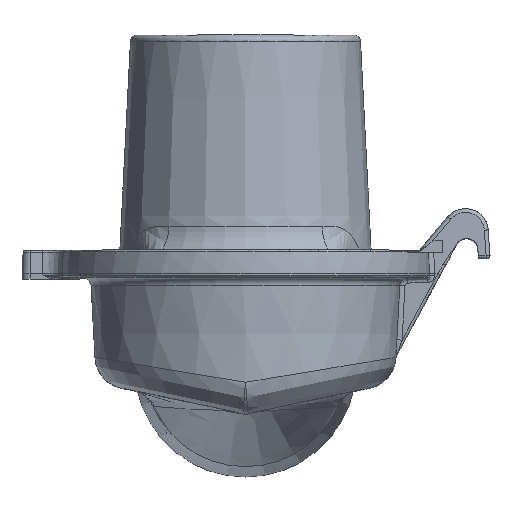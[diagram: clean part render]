
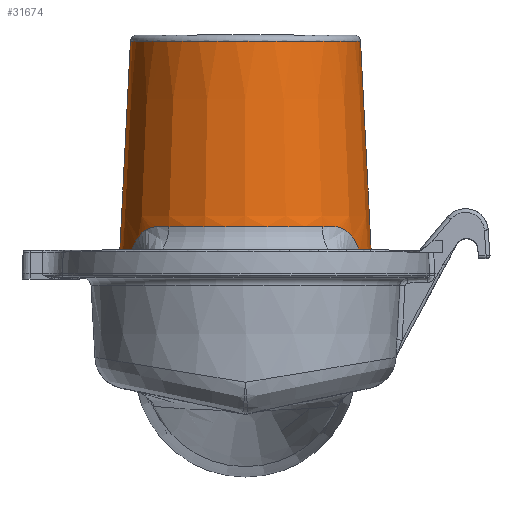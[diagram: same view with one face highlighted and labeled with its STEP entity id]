
A CAD part, top view. The second image highlights one B-rep face of the part: STEP entity #31674.
In plain terms, the highlighted conical face has half-angle 3 degrees and reference radius 46.97 mm.
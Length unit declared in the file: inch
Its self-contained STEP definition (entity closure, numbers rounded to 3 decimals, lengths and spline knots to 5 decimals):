
#474=CARTESIAN_POINT('',(-9.313,-1.4,0.));
#475=DIRECTION('',(0.,-1.,0.));
#476=DIRECTION('',(-0.079,0.,-0.997));
#477=AXIS2_PLACEMENT_3D('',#474,#475,#476);
#479=CARTESIAN_POINT('',(-8.54802,-1.4,
-1.78541));
#523=CARTESIAN_POINT('',(-9.313,-1.4,0.));
#524=DIRECTION('',(0.,-1.,0.));
#525=DIRECTION('',(0.394,0.,0.919));
#526=AXIS2_PLACEMENT_3D('',#523,#524,#525);
#7401=DIRECTION('',(-0.015,-0.999,0.051));
#7402=VECTOR('',#7401,0.06063);
#7403=CARTESIAN_POINT('',(-8.54442,-1.39993,
-1.78387));
#7404=LINE('',#7403,#7402);
#7416=CARTESIAN_POINT('',(-7.80803,-2.12383,
-1.16706));
#7417=CARTESIAN_POINT('',(-7.82849,-2.12383,
-1.19344));
#7418=CARTESIAN_POINT('',(-7.87334,-2.12731,
-1.2481));
#7419=CARTESIAN_POINT('',(-7.95277,-2.13051,
-1.33432));
#7420=CARTESIAN_POINT('',(-8.04701,-2.11992,
-1.42533));
#7421=CARTESIAN_POINT('',(-8.16002,-2.08293,
-1.52102));
#7422=CARTESIAN_POINT('',(-8.2798,-2.01027,
-1.60891));
#7423=CARTESIAN_POINT('',(-8.38502,-1.9101,
-1.6771));
#7424=CARTESIAN_POINT('',(-8.46741,-1.79013,
-1.72649));
#7425=CARTESIAN_POINT('',(-8.51725,-1.672,
-1.75642));
#7426=CARTESIAN_POINT('',(-8.5421,-1.56056,
-1.77371));
#7427=CARTESIAN_POINT('',(-8.54579,-1.49285,
-1.77915));
#7428=CARTESIAN_POINT('',(-8.54532,-1.46047,
-1.7808));
#7430=CARTESIAN_POINT('',(-8.54802,-1.4,
-1.78541));
#7431=CARTESIAN_POINT('',(-8.54743,-1.4,
-1.78515));
#7432=CARTESIAN_POINT('',(-8.54622,-1.39999,
-1.78464));
#7433=CARTESIAN_POINT('',(-8.54503,-1.39995,
-1.78413));
#7434=CARTESIAN_POINT('',(-8.54442,-1.39993,
-1.78387));
#7436=CARTESIAN_POINT('',(-9.33966,-4.95523,
-1.75586));
#7437=CARTESIAN_POINT('',(-9.3528,-4.58963,
-1.77483));
#7438=CARTESIAN_POINT('',(-9.37975,-3.83917,
-1.81346));
#7439=CARTESIAN_POINT('',(-9.42107,-2.68405,
-1.87212));
#7440=CARTESIAN_POINT('',(-9.45148,-1.83759,
-1.9145));
#7441=CARTESIAN_POINT('',(-9.46712,-1.4,
-1.93626));
#7443=CARTESIAN_POINT('',(-9.313,-4.95523,0.));
#7444=DIRECTION('',(0.,-1.,0.));
#7445=DIRECTION('',(-0.015,0.,-1.));
#7446=AXIS2_PLACEMENT_3D('',#7443,#7444,#7445);
#7448=CARTESIAN_POINT('',(-9.33967,-4.95523,
1.75586));
#7449=CARTESIAN_POINT('',(-9.3522,-4.60622,
1.77397));
#7450=CARTESIAN_POINT('',(-9.37837,-3.87751,
1.81151));
#7451=CARTESIAN_POINT('',(-9.42079,-2.69189,
1.87173));
#7452=CARTESIAN_POINT('',(-9.45137,-1.8408,
1.91434));
#7453=CARTESIAN_POINT('',(-9.46712,-1.4,
1.93626));
#7455=CARTESIAN_POINT('',(-8.54442,-1.39992,
1.78387));
#7456=CARTESIAN_POINT('',(-8.54502,-1.39995,
1.78412));
#7457=CARTESIAN_POINT('',(-8.54624,-1.39999,
1.78464));
#7458=CARTESIAN_POINT('',(-8.54741,-1.4,
1.78515));
#7459=CARTESIAN_POINT('',(-8.54802,-1.4,
1.78541));
#7461=CARTESIAN_POINT('',(-8.54532,-1.46047,
1.7808));
#7462=CARTESIAN_POINT('',(-8.54579,-1.49276,
1.77916));
#7463=CARTESIAN_POINT('',(-8.54212,-1.56025,
1.77374));
#7464=CARTESIAN_POINT('',(-8.51744,-1.67132,
1.75654));
#7465=CARTESIAN_POINT('',(-8.46795,-1.78906,
1.72681));
#7466=CARTESIAN_POINT('',(-8.38616,-1.90873,
1.67781));
#7467=CARTESIAN_POINT('',(-8.28139,-2.00897,
1.60998));
#7468=CARTESIAN_POINT('',(-8.16241,-2.08184,
1.52291));
#7469=CARTESIAN_POINT('',(-8.0481,-2.11978,
1.42636));
#7470=CARTESIAN_POINT('',(-7.95315,-2.13052,
1.33474));
#7471=CARTESIAN_POINT('',(-7.87317,-2.1273,
1.24793));
#7472=CARTESIAN_POINT('',(-7.8284,-2.12383,
1.19332));
#7473=CARTESIAN_POINT('',(-7.80803,-2.12383,
1.16706));
#7475=CARTESIAN_POINT('',(-9.313,-2.12383,0.));
#7476=DIRECTION('',(0.,-1.,0.));
#7477=DIRECTION('',(0.79,0.,-0.613));
#7478=AXIS2_PLACEMENT_3D('',#7475,#7476,#7477);
#7801=DIRECTION('',(0.015,0.999,0.051));
#7802=VECTOR('',#7801,0.06063);
#7803=CARTESIAN_POINT('',(-8.54532,-1.46047,
1.7808));
#7804=LINE('',#7803,#7802);
#17390=CARTESIAN_POINT('',(-9.33967,-4.95523,
-1.75586));
#17391=CARTESIAN_POINT('',(-9.33967,-4.95523,
1.75586));
#17392=VERTEX_POINT('',#17390);
#17393=VERTEX_POINT('',#17391);
#17438=VERTEX_POINT('',#7453);
#17441=VERTEX_POINT('',#7441);
#17465=VERTEX_POINT('',#479);
#17466=VERTEX_POINT('',#7434);
#17475=VERTEX_POINT('',#7455);
#17476=VERTEX_POINT('',#7459);
#17553=CARTESIAN_POINT('',(-7.80803,-2.12383,
-1.16706));
#17554=CARTESIAN_POINT('',(-7.80803,-2.12383,
1.16706));
#17555=VERTEX_POINT('',#17553);
#17556=VERTEX_POINT('',#17554);
#17557=CARTESIAN_POINT('',(-8.54532,-1.46047,
-1.7808));
#17558=VERTEX_POINT('',#17557);
#17560=CARTESIAN_POINT('',(-8.54532,-1.46047,
1.7808));
#17561=VERTEX_POINT('',#17560);
#31648=CARTESIAN_POINT('',(-9.313,-3.17758,0.));
#31649=DIRECTION('',(0.,1.,0.));
#31650=DIRECTION('',(-1.,0.,0.));
#31651=AXIS2_PLACEMENT_3D('',#31648,#31649,#31650);
#31652=CONICAL_SURFACE('',#31651,1.84923,3.);
#31653=ORIENTED_EDGE('',*,*,#31611,.T.);
#31654=ORIENTED_EDGE('',*,*,#31640,.F.);
#31655=ORIENTED_EDGE('',*,*,#19709,.F.);
#31656=ORIENTED_EDGE('',*,*,#19729,.F.);
#31658=ORIENTED_EDGE('',*,*,#31657,.F.);
#31660=ORIENTED_EDGE('',*,*,#31659,.T.);
#31662=ORIENTED_EDGE('',*,*,#31661,.T.);
#31663=ORIENTED_EDGE('',*,*,#19752,.F.);
#31665=ORIENTED_EDGE('',*,*,#31664,.F.);
#31667=ORIENTED_EDGE('',*,*,#31666,.F.);
#31669=ORIENTED_EDGE('',*,*,#31668,.T.);
#31671=ORIENTED_EDGE('',*,*,#31670,.F.);
#31672=EDGE_LOOP('',(#31653,#31654,#31655,#31656,#31658,#31660,#31662,#31663,
#31665,#31667,#31669,#31671));
#31673=FACE_OUTER_BOUND('',#31672,.F.);
#31674=ADVANCED_FACE('',(#31673),#31652,.T.);
#478=CIRCLE('',#477,1.94239);
#527=CIRCLE('',#526,1.94239);
#7429=B_SPLINE_CURVE_WITH_KNOTS('',3,(#7416,#7417,#7418,#7419,#7420,#7421,#7422,
#7423,#7424,#7425,#7426,#7427,#7428),.UNSPECIFIED.,.F.,.F.,(4,1,1,1,1,1,1,1,1,1,
4),(0.,0.1,0.2,0.3,0.4,0.5,0.6,0.7,0.8,0.9,1.),
.UNSPECIFIED.);
#7435=B_SPLINE_CURVE_WITH_KNOTS('',3,(#7430,#7431,#7432,#7433,#7434),
.UNSPECIFIED.,.F.,.F.,(4,1,4),(0.,0.5,1.),.UNSPECIFIED.);
#7442=B_SPLINE_CURVE_WITH_KNOTS('',3,(#7436,#7437,#7438,#7439,#7440,#7441),
.UNSPECIFIED.,.F.,.F.,(4,1,1,4),(0.,0.33333,0.66667,1.),
.UNSPECIFIED.);
#7447=CIRCLE('',#7446,1.75607);
#7454=B_SPLINE_CURVE_WITH_KNOTS('',3,(#7448,#7449,#7450,#7451,#7452,#7453),
.UNSPECIFIED.,.F.,.F.,(4,1,1,4),(0.,0.33333,0.66667,1.),
.UNSPECIFIED.);
#7460=B_SPLINE_CURVE_WITH_KNOTS('',3,(#7455,#7456,#7457,#7458,#7459),
.UNSPECIFIED.,.F.,.F.,(4,1,4),(0.,0.5,1.),.UNSPECIFIED.);
#7474=B_SPLINE_CURVE_WITH_KNOTS('',3,(#7461,#7462,#7463,#7464,#7465,#7466,#7467,
#7468,#7469,#7470,#7471,#7472,#7473),.UNSPECIFIED.,.F.,.F.,(4,1,1,1,1,1,1,1,1,1,
4),(0.,0.1,0.2,0.3,0.4,0.5,0.6,0.7,0.8,0.9,1.),
.UNSPECIFIED.);
#7479=CIRCLE('',#7478,1.90445);
#19709=EDGE_CURVE('',#17465,#17466,#7435,.T.);
#19729=EDGE_CURVE('',#17441,#17465,#478,.T.);
#19752=EDGE_CURVE('',#17476,#17438,#527,.T.);
#31611=EDGE_CURVE('',#17555,#17558,#7429,.T.);
#31640=EDGE_CURVE('',#17466,#17558,#7404,.T.);
#31657=EDGE_CURVE('',#17392,#17441,#7442,.T.);
#31659=EDGE_CURVE('',#17392,#17393,#7447,.T.);
#31661=EDGE_CURVE('',#17393,#17438,#7454,.T.);
#31664=EDGE_CURVE('',#17475,#17476,#7460,.T.);
#31666=EDGE_CURVE('',#17561,#17475,#7804,.T.);
#31668=EDGE_CURVE('',#17561,#17556,#7474,.T.);
#31670=EDGE_CURVE('',#17555,#17556,#7479,.T.);
